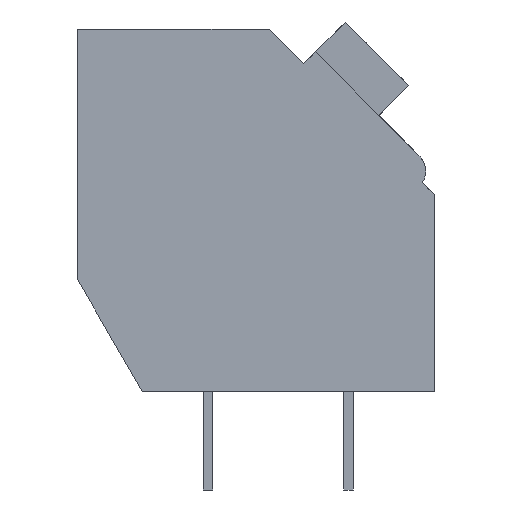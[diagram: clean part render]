
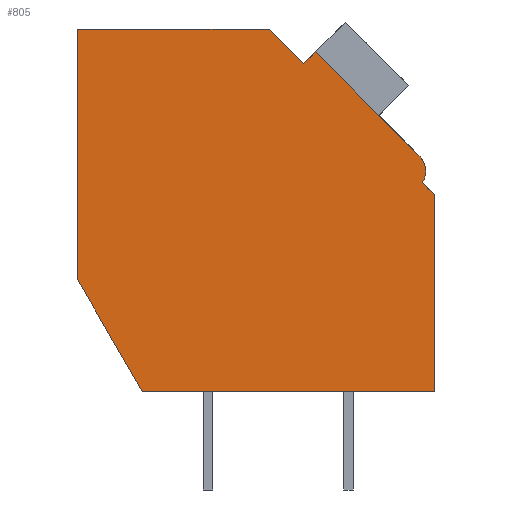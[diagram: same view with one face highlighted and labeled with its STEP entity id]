
A CAD part, left-side view. The second image highlights one B-rep face of the part: STEP entity #805.
In plain terms, the highlighted planar face has unit normal (-1, 0, 0).
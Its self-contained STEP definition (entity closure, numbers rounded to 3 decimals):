
#737=AXIS2_PLACEMENT_3D('Plane Axis2P3D',#734,#735,#736) ;
#748=AXIS2_PLACEMENT_3D('Circle Axis2P3D',#746,#747,$) ;
#49=CARTESIAN_POINT('Vertex',(0.,0.,3.5)) ;
#52=CARTESIAN_POINT('Line Origine',(0.,5.199,3.5)) ;
#56=CARTESIAN_POINT('Vertex',(0.,10.399,3.5)) ;
#135=CARTESIAN_POINT('Vertex',(0.,0.,10.518)) ;
#140=CARTESIAN_POINT('Line Origine',(0.,0.,7.009)) ;
#734=CARTESIAN_POINT('Axis2P3D Location',(0.,12.7,0.)) ;
#739=CARTESIAN_POINT('Line Origine',(0.,0.212,10.731)) ;
#743=CARTESIAN_POINT('Vertex',(0.,0.424,10.943)) ;
#746=CARTESIAN_POINT('Axis2P3D Location',(0.,1.113,11.349)) ;
#750=CARTESIAN_POINT('Vertex',(0.,0.548,11.915)) ;
#753=CARTESIAN_POINT('Line Origine',(0.,2.391,13.758)) ;
#757=CARTESIAN_POINT('Vertex',(0.,4.234,15.601)) ;
#760=CARTESIAN_POINT('Line Origine',(0.,4.446,15.389)) ;
#764=CARTESIAN_POINT('Vertex',(0.,4.659,15.177)) ;
#767=CARTESIAN_POINT('Line Origine',(0.,5.27,15.788)) ;
#771=CARTESIAN_POINT('Vertex',(0.,5.882,16.4)) ;
#774=CARTESIAN_POINT('Line Origine',(0.,9.291,16.4)) ;
#778=CARTESIAN_POINT('Vertex',(0.,12.7,16.4)) ;
#781=CARTESIAN_POINT('Line Origine',(0.,12.7,11.943)) ;
#785=CARTESIAN_POINT('Vertex',(0.,12.7,7.485)) ;
#788=CARTESIAN_POINT('Line Origine',(0.,11.55,5.493)) ;
#53=DIRECTION('Vector Direction',(0.,-1.,0.)) ;
#141=DIRECTION('Vector Direction',(0.,0.,1.)) ;
#735=DIRECTION('Axis2P3D Direction',(-1.,0.,0.)) ;
#736=DIRECTION('Axis2P3D XDirection',(0.,-1.,0.)) ;
#740=DIRECTION('Vector Direction',(0.,0.707,0.707)) ;
#747=DIRECTION('Axis2P3D Direction',(-1.,0.,0.)) ;
#754=DIRECTION('Vector Direction',(0.,-0.707,-0.707)) ;
#761=DIRECTION('Vector Direction',(0.,-0.707,0.707)) ;
#768=DIRECTION('Vector Direction',(0.,0.707,0.707)) ;
#775=DIRECTION('Vector Direction',(0.,-1.,0.)) ;
#782=DIRECTION('Vector Direction',(0.,0.,-1.)) ;
#789=DIRECTION('Vector Direction',(0.,-0.5,-0.866)) ;
#54=VECTOR('Line Direction',#53,1.) ;
#142=VECTOR('Line Direction',#141,1.) ;
#741=VECTOR('Line Direction',#740,1.) ;
#755=VECTOR('Line Direction',#754,1.) ;
#762=VECTOR('Line Direction',#761,1.) ;
#769=VECTOR('Line Direction',#768,1.) ;
#776=VECTOR('Line Direction',#775,1.) ;
#783=VECTOR('Line Direction',#782,1.) ;
#790=VECTOR('Line Direction',#789,1.) ;
#794=ORIENTED_EDGE('',*,*,#58,.T.) ;
#795=ORIENTED_EDGE('',*,*,#144,.T.) ;
#796=ORIENTED_EDGE('',*,*,#745,.T.) ;
#797=ORIENTED_EDGE('',*,*,#752,.T.) ;
#798=ORIENTED_EDGE('',*,*,#759,.T.) ;
#799=ORIENTED_EDGE('',*,*,#766,.T.) ;
#800=ORIENTED_EDGE('',*,*,#773,.T.) ;
#801=ORIENTED_EDGE('',*,*,#780,.T.) ;
#802=ORIENTED_EDGE('',*,*,#787,.T.) ;
#803=ORIENTED_EDGE('',*,*,#792,.T.) ;
#805=ADVANCED_FACE('HOUSING',(#804),#738,.T.) ;
#749=CIRCLE('generated circle',#748,0.8) ;
#58=EDGE_CURVE('',#57,#50,#55,.T.) ;
#144=EDGE_CURVE('',#50,#136,#143,.T.) ;
#745=EDGE_CURVE('',#136,#744,#742,.T.) ;
#752=EDGE_CURVE('',#744,#751,#749,.T.) ;
#759=EDGE_CURVE('',#751,#758,#756,.F.) ;
#766=EDGE_CURVE('',#758,#765,#763,.F.) ;
#773=EDGE_CURVE('',#765,#772,#770,.T.) ;
#780=EDGE_CURVE('',#772,#779,#777,.F.) ;
#787=EDGE_CURVE('',#779,#786,#784,.T.) ;
#792=EDGE_CURVE('',#786,#57,#791,.T.) ;
#793=EDGE_LOOP('',(#794,#795,#796,#797,#798,#799,#800,#801,#802,#803)) ;
#804=FACE_OUTER_BOUND('',#793,.T.) ;
#55=LINE('Line',#52,#54) ;
#143=LINE('Line',#140,#142) ;
#742=LINE('Line',#739,#741) ;
#756=LINE('Line',#753,#755) ;
#763=LINE('Line',#760,#762) ;
#770=LINE('Line',#767,#769) ;
#777=LINE('Line',#774,#776) ;
#784=LINE('Line',#781,#783) ;
#791=LINE('Line',#788,#790) ;
#738=PLANE('',#737) ;
#50=VERTEX_POINT('',#49) ;
#57=VERTEX_POINT('',#56) ;
#136=VERTEX_POINT('',#135) ;
#744=VERTEX_POINT('',#743) ;
#751=VERTEX_POINT('',#750) ;
#758=VERTEX_POINT('',#757) ;
#765=VERTEX_POINT('',#764) ;
#772=VERTEX_POINT('',#771) ;
#779=VERTEX_POINT('',#778) ;
#786=VERTEX_POINT('',#785) ;
